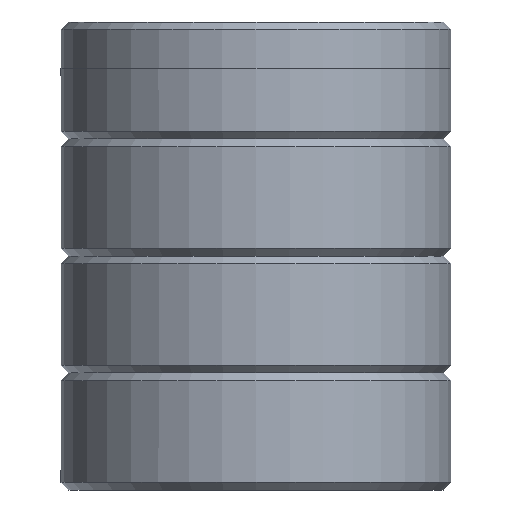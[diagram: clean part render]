
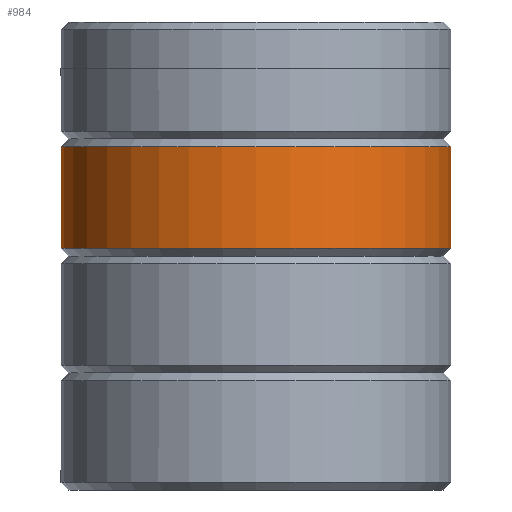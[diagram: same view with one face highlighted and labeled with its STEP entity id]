
A CAD part, front view. The second image highlights one B-rep face of the part: STEP entity #984.
In plain terms, the highlighted cylindrical face has radius 12.5 mm (diameter 25 mm), a partial arc.
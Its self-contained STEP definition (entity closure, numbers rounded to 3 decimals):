
#2 = VECTOR ( 'NONE', #91, 1000. ) ;
#37 = VERTEX_POINT ( 'NONE', #265 ) ;
#65 = CIRCLE ( 'NONE', #783, 12.5 ) ;
#71 = CARTESIAN_POINT ( 'NONE',  ( 0., 0., 30. ) ) ;
#74 = EDGE_CURVE ( 'NONE', #701, #37, #747, .T. ) ;
#84 = FACE_OUTER_BOUND ( 'NONE', #1716, .T. ) ;
#91 = DIRECTION ( 'NONE',  ( 0., 0., -1. ) ) ;
#192 = VERTEX_POINT ( 'NONE', #642 ) ;
#265 = CARTESIAN_POINT ( 'NONE',  ( -12.5, 0., 22. ) ) ;
#275 = CARTESIAN_POINT ( 'NONE',  ( 12.5, 0., 30. ) ) ;
#394 = CARTESIAN_POINT ( 'NONE',  ( 0., 0., 15.5 ) ) ;
#407 = DIRECTION ( 'NONE',  ( 0., 0., -1. ) ) ;
#465 = CARTESIAN_POINT ( 'NONE',  ( 12.5, 0., 15.5 ) ) ;
#562 = DIRECTION ( 'NONE',  ( -1., 0., 0. ) ) ;
#591 = AXIS2_PLACEMENT_3D ( 'NONE', #71, #407, #1465 ) ;
#642 = CARTESIAN_POINT ( 'NONE',  ( -12.5, 0., 15.5 ) ) ;
#701 = VERTEX_POINT ( 'NONE', #1838 ) ;
#739 = CARTESIAN_POINT ( 'NONE',  ( 0., 0., 22. ) ) ;
#747 = CIRCLE ( 'NONE', #1342, 12.5 ) ;
#761 = VECTOR ( 'NONE', #1786, 1000. ) ;
#783 = AXIS2_PLACEMENT_3D ( 'NONE', #394, #1457, #562 ) ;
#878 = ORIENTED_EDGE ( 'NONE', *, *, #1944, .F. ) ;
#984 = ADVANCED_FACE ( 'NONE', ( #84 ), #1272, .T. ) ;
#1030 = DIRECTION ( 'NONE',  ( -1., 0., 0. ) ) ;
#1031 = VERTEX_POINT ( 'NONE', #465 ) ;
#1033 = CARTESIAN_POINT ( 'NONE',  ( -12.5, 0., 30. ) ) ;
#1152 = LINE ( 'NONE', #275, #761 ) ;
#1248 = LINE ( 'NONE', #1033, #2 ) ;
#1272 = CYLINDRICAL_SURFACE ( 'NONE', #591, 12.5 ) ;
#1291 = ORIENTED_EDGE ( 'NONE', *, *, #74, .T. ) ;
#1327 = EDGE_CURVE ( 'NONE', #37, #192, #1248, .T. ) ;
#1342 = AXIS2_PLACEMENT_3D ( 'NONE', #739, #1800, #1030 ) ;
#1360 = ORIENTED_EDGE ( 'NONE', *, *, #1424, .F. ) ;
#1424 = EDGE_CURVE ( 'NONE', #701, #1031, #1152, .T. ) ;
#1457 = DIRECTION ( 'NONE',  ( 0., 0., -1. ) ) ;
#1465 = DIRECTION ( 'NONE',  ( -1., 0., 0. ) ) ;
#1523 = ORIENTED_EDGE ( 'NONE', *, *, #1327, .T. ) ;
#1716 = EDGE_LOOP ( 'NONE', ( #1360, #1291, #1523, #878 ) ) ;
#1786 = DIRECTION ( 'NONE',  ( 0., 0., -1. ) ) ;
#1800 = DIRECTION ( 'NONE',  ( 0., 0., -1. ) ) ;
#1838 = CARTESIAN_POINT ( 'NONE',  ( 12.5, 0., 22. ) ) ;
#1944 = EDGE_CURVE ( 'NONE', #1031, #192, #65, .T. ) ;
